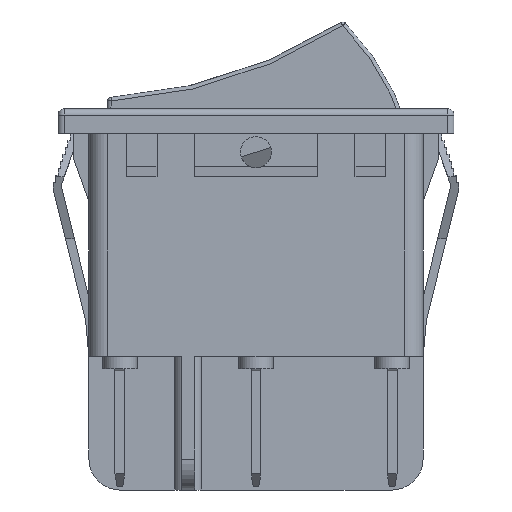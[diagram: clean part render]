
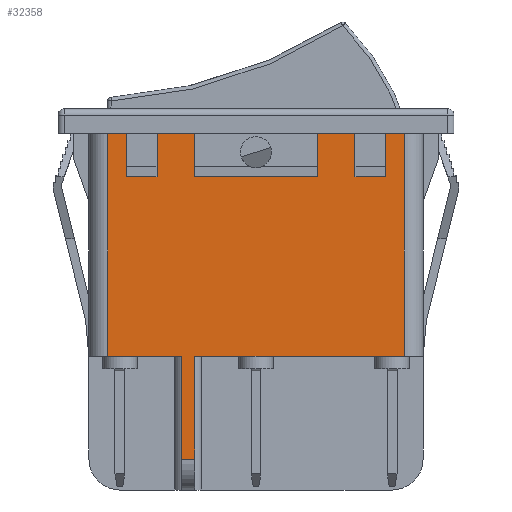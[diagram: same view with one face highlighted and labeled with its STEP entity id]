
A CAD part, front view. The second image highlights one B-rep face of the part: STEP entity #32358.
In plain terms, the highlighted planar face has unit normal (0, -1, 0).
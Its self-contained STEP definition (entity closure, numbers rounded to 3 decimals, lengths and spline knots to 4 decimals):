
#2568=FACE_OUTER_BOUND('',#4492,.T.);
#4492=EDGE_LOOP('',(#23356,#23357,#23358,#23359,#23360,#23361,#23362,#23363,
#23364,#23365,#23366,#23367,#23368,#23369,#23370,#23371,#23372,#23373,#23374,
#23375,#23376,#23377,#23378));
#6528=LINE('',#44759,#9998);
#6532=LINE('',#44768,#10002);
#6534=LINE('',#44774,#10004);
#6540=LINE('',#44786,#10010);
#6543=LINE('',#44792,#10013);
#6547=LINE('',#44799,#10017);
#7159=LINE('',#48633,#10629);
#7160=LINE('',#48635,#10630);
#7161=LINE('',#48637,#10631);
#7162=LINE('',#48639,#10632);
#7163=LINE('',#48641,#10633);
#7164=LINE('',#48643,#10634);
#7165=LINE('',#48645,#10635);
#7166=LINE('',#48647,#10636);
#7167=LINE('',#48649,#10637);
#7168=LINE('',#48651,#10638);
#7169=LINE('',#48653,#10639);
#7170=LINE('',#48655,#10640);
#7171=LINE('',#48656,#10641);
#7172=LINE('',#48658,#10642);
#7173=LINE('',#48660,#10643);
#7174=LINE('',#48661,#10644);
#7175=LINE('',#48662,#10645);
#9998=VECTOR('',#36497,1.);
#10002=VECTOR('',#36503,1.);
#10004=VECTOR('',#36507,1.);
#10010=VECTOR('',#36517,1.);
#10013=VECTOR('',#36522,1.);
#10017=VECTOR('',#36528,1.);
#10629=VECTOR('',#37214,1.);
#10630=VECTOR('',#37215,1.);
#10631=VECTOR('',#37216,1.);
#10632=VECTOR('',#37217,1.);
#10633=VECTOR('',#37218,1.);
#10634=VECTOR('',#37219,1.);
#10635=VECTOR('',#37220,1.);
#10636=VECTOR('',#37221,1.);
#10637=VECTOR('',#37222,1.);
#10638=VECTOR('',#37223,1.);
#10639=VECTOR('',#37224,1.);
#10640=VECTOR('',#37225,1.);
#10641=VECTOR('',#37226,1.);
#10642=VECTOR('',#37227,1.);
#10643=VECTOR('',#37228,1.);
#10644=VECTOR('',#37229,1.);
#10645=VECTOR('',#37230,1.);
#13384=VERTEX_POINT('',#44749);
#13388=VERTEX_POINT('',#44757);
#13390=VERTEX_POINT('',#44762);
#13392=VERTEX_POINT('',#44766);
#13393=VERTEX_POINT('',#44770);
#13395=VERTEX_POINT('',#44773);
#13399=VERTEX_POINT('',#44785);
#13401=VERTEX_POINT('',#44791);
#13403=VERTEX_POINT('',#44797);
#14528=VERTEX_POINT('',#48632);
#14529=VERTEX_POINT('',#48634);
#14530=VERTEX_POINT('',#48636);
#14531=VERTEX_POINT('',#48638);
#14532=VERTEX_POINT('',#48640);
#14533=VERTEX_POINT('',#48642);
#14534=VERTEX_POINT('',#48644);
#14535=VERTEX_POINT('',#48646);
#14536=VERTEX_POINT('',#48648);
#14537=VERTEX_POINT('',#48650);
#14538=VERTEX_POINT('',#48652);
#14539=VERTEX_POINT('',#48654);
#14540=VERTEX_POINT('',#48657);
#14541=VERTEX_POINT('',#48659);
#16828=EDGE_CURVE('',#13384,#13388,#6528,.T.);
#16832=EDGE_CURVE('',#13390,#13392,#6532,.T.);
#16834=EDGE_CURVE('',#13395,#13393,#6534,.T.);
#16840=EDGE_CURVE('',#13399,#13395,#6540,.T.);
#16843=EDGE_CURVE('',#13401,#13390,#6543,.T.);
#16847=EDGE_CURVE('',#13388,#13403,#6547,.T.);
#17992=EDGE_CURVE('',#13392,#14528,#7159,.T.);
#17993=EDGE_CURVE('',#14528,#14529,#7160,.T.);
#17994=EDGE_CURVE('',#14530,#14529,#7161,.T.);
#17995=EDGE_CURVE('',#14531,#14530,#7162,.T.);
#17996=EDGE_CURVE('',#14531,#14532,#7163,.T.);
#17997=EDGE_CURVE('',#14532,#14533,#7164,.T.);
#17998=EDGE_CURVE('',#14534,#14533,#7165,.T.);
#17999=EDGE_CURVE('',#14535,#14534,#7166,.T.);
#18000=EDGE_CURVE('',#14535,#14536,#7167,.T.);
#18001=EDGE_CURVE('',#14537,#14536,#7168,.T.);
#18002=EDGE_CURVE('',#14538,#14537,#7169,.T.);
#18003=EDGE_CURVE('',#14538,#14539,#7170,.T.);
#18004=EDGE_CURVE('',#14539,#13399,#7171,.T.);
#18005=EDGE_CURVE('',#13393,#14540,#7172,.T.);
#18006=EDGE_CURVE('',#14540,#14541,#7173,.T.);
#18007=EDGE_CURVE('',#14541,#13384,#7174,.T.);
#18008=EDGE_CURVE('',#13403,#13401,#7175,.T.);
#23356=ORIENTED_EDGE('',*,*,#16832,.T.);
#23357=ORIENTED_EDGE('',*,*,#17992,.T.);
#23358=ORIENTED_EDGE('',*,*,#17993,.T.);
#23359=ORIENTED_EDGE('',*,*,#17994,.F.);
#23360=ORIENTED_EDGE('',*,*,#17995,.F.);
#23361=ORIENTED_EDGE('',*,*,#17996,.T.);
#23362=ORIENTED_EDGE('',*,*,#17997,.T.);
#23363=ORIENTED_EDGE('',*,*,#17998,.F.);
#23364=ORIENTED_EDGE('',*,*,#17999,.F.);
#23365=ORIENTED_EDGE('',*,*,#18000,.T.);
#23366=ORIENTED_EDGE('',*,*,#18001,.F.);
#23367=ORIENTED_EDGE('',*,*,#18002,.F.);
#23368=ORIENTED_EDGE('',*,*,#18003,.T.);
#23369=ORIENTED_EDGE('',*,*,#18004,.T.);
#23370=ORIENTED_EDGE('',*,*,#16840,.T.);
#23371=ORIENTED_EDGE('',*,*,#16834,.T.);
#23372=ORIENTED_EDGE('',*,*,#18005,.T.);
#23373=ORIENTED_EDGE('',*,*,#18006,.T.);
#23374=ORIENTED_EDGE('',*,*,#18007,.T.);
#23375=ORIENTED_EDGE('',*,*,#16828,.T.);
#23376=ORIENTED_EDGE('',*,*,#16847,.T.);
#23377=ORIENTED_EDGE('',*,*,#18008,.T.);
#23378=ORIENTED_EDGE('',*,*,#16843,.T.);
#31184=PLANE('',#34334);
#32358=ADVANCED_FACE('',(#2568),#31184,.T.);
#34334=AXIS2_PLACEMENT_3D('',#48631,#37212,#37213);
#36497=DIRECTION('',(-1.,0.,0.));
#36503=DIRECTION('',(-1.,0.,0.));
#36507=DIRECTION('',(-1.,0.,0.));
#36517=DIRECTION('',(0.,0.,-1.));
#36522=DIRECTION('',(0.,0.,-1.));
#36528=DIRECTION('',(0.,0.,1.));
#37212=DIRECTION('center_axis',(0.,-1.,0.));
#37213=DIRECTION('ref_axis',(0.,0.,-1.));
#37214=DIRECTION('',(0.,0.,1.));
#37215=DIRECTION('',(-1.,0.,0.));
#37216=DIRECTION('',(0.,0.,1.));
#37217=DIRECTION('',(-1.,0.,0.));
#37218=DIRECTION('',(1.,0.,0.));
#37219=DIRECTION('',(0.,0.,-1.));
#37220=DIRECTION('',(-1.,0.,0.));
#37221=DIRECTION('',(0.,0.,-1.));
#37222=DIRECTION('',(1.,0.,0.));
#37223=DIRECTION('',(-1.,0.,0.));
#37224=DIRECTION('',(-1.,0.,0.));
#37225=DIRECTION('',(0.,0.,1.));
#37226=DIRECTION('',(-1.,0.,0.));
#37227=DIRECTION('',(0.,0.,1.));
#37228=DIRECTION('',(-1.,0.,0.));
#37229=DIRECTION('',(0.,0.,-1.));
#37230=DIRECTION('',(-1.,0.,0.));
#44749=CARTESIAN_POINT('',(0.5,-1.085,1.45));
#44757=CARTESIAN_POINT('',(-0.5,-1.085,1.45));
#44759=CARTESIAN_POINT('',(0.6,-1.085,1.45));
#44762=CARTESIAN_POINT('',(-0.8,-1.085,1.45));
#44766=CARTESIAN_POINT('',(-1.05,-1.085,1.45));
#44768=CARTESIAN_POINT('',(0.1375,-1.085,1.45));
#44770=CARTESIAN_POINT('',(0.8,-1.085,1.45));
#44773=CARTESIAN_POINT('',(1.05,-1.085,1.45));
#44774=CARTESIAN_POINT('',(1.0625,-1.085,1.45));
#44785=CARTESIAN_POINT('',(1.05,-1.085,1.8));
#44786=CARTESIAN_POINT('',(1.05,-1.085,0.9));
#44791=CARTESIAN_POINT('',(-0.8,-1.085,1.8));
#44792=CARTESIAN_POINT('',(-0.8,-1.085,0.9));
#44797=CARTESIAN_POINT('',(-0.5,-1.085,1.8));
#44799=CARTESIAN_POINT('',(-0.5,-1.085,0.9));
#48631=CARTESIAN_POINT('Origin',(1.2,-1.085,0.));
#48632=CARTESIAN_POINT('',(-1.05,-1.085,1.8));
#48633=CARTESIAN_POINT('',(-1.05,-1.085,0.9));
#48634=CARTESIAN_POINT('',(-1.2,-1.085,1.8));
#48635=CARTESIAN_POINT('',(-1.2,-1.085,1.8));
#48636=CARTESIAN_POINT('',(-1.2,-1.085,0.));
#48637=CARTESIAN_POINT('',(-1.2,-1.085,0.));
#48638=CARTESIAN_POINT('',(-1.1,-1.085,0.));
#48639=CARTESIAN_POINT('',(0.6,-1.085,0.));
#48640=CARTESIAN_POINT('',(-0.6,-1.085,0.));
#48641=CARTESIAN_POINT('',(-1.2,-1.085,0.));
#48642=CARTESIAN_POINT('',(-0.6,-1.085,-0.83));
#48643=CARTESIAN_POINT('',(-0.6,-1.085,0.));
#48644=CARTESIAN_POINT('',(-0.494,-1.085,-0.83));
#48645=CARTESIAN_POINT('',(0.4861,-1.085,-0.83));
#48646=CARTESIAN_POINT('',(-0.494,-1.085,0.));
#48647=CARTESIAN_POINT('',(-0.494,-1.085,0.));
#48648=CARTESIAN_POINT('',(0.,-1.085,0.));
#48649=CARTESIAN_POINT('',(-1.2,-1.085,0.));
#48650=CARTESIAN_POINT('',(1.1,-1.085,0.));
#48651=CARTESIAN_POINT('',(0.6,-1.085,0.));
#48652=CARTESIAN_POINT('',(1.2,-1.085,0.));
#48653=CARTESIAN_POINT('',(0.6,-1.085,0.));
#48654=CARTESIAN_POINT('',(1.2,-1.085,1.8));
#48655=CARTESIAN_POINT('',(1.2,-1.085,0.));
#48656=CARTESIAN_POINT('',(-1.2,-1.085,1.8));
#48657=CARTESIAN_POINT('',(0.8,-1.085,1.8));
#48658=CARTESIAN_POINT('',(0.8,-1.085,0.9));
#48659=CARTESIAN_POINT('',(0.5,-1.085,1.8));
#48660=CARTESIAN_POINT('',(-1.2,-1.085,1.8));
#48661=CARTESIAN_POINT('',(0.5,-1.085,0.9));
#48662=CARTESIAN_POINT('',(-1.2,-1.085,1.8));
